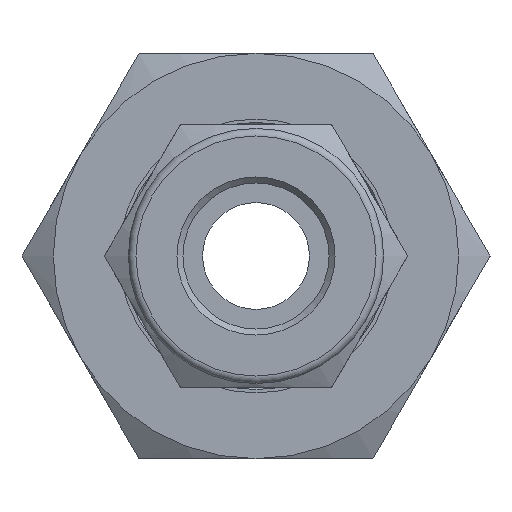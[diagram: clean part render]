
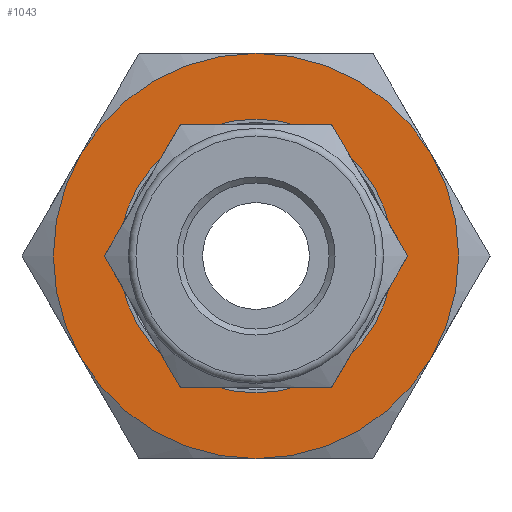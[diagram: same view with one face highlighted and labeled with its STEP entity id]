
A CAD part, left-side view. The second image highlights one B-rep face of the part: STEP entity #1043.
In plain terms, the highlighted planar face has unit normal (-1, 0, 0).
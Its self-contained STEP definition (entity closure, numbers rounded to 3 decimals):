
#69=FACE_BOUND('',#275,.T.);
#93=CIRCLE('',#1118,7.5);
#121=CIRCLE('',#1177,13.5);
#122=CIRCLE('',#1179,13.5);
#123=CIRCLE('',#1181,13.5);
#124=CIRCLE('',#1183,13.5);
#125=CIRCLE('',#1185,13.5);
#126=CIRCLE('',#1187,13.5);
#199=FACE_OUTER_BOUND('',#274,.T.);
#274=EDGE_LOOP('',(#897,#898,#899,#900,#901,#902));
#275=EDGE_LOOP('',(#903));
#450=VERTEX_POINT('',#1679);
#472=VERTEX_POINT('',#1757);
#476=VERTEX_POINT('',#1775);
#480=VERTEX_POINT('',#1793);
#487=VERTEX_POINT('',#1818);
#490=VERTEX_POINT('',#1835);
#492=VERTEX_POINT('',#1850);
#560=EDGE_CURVE('',#450,#450,#93,.T.);
#629=EDGE_CURVE('',#480,#492,#121,.T.);
#630=EDGE_CURVE('',#476,#480,#122,.T.);
#631=EDGE_CURVE('',#492,#487,#123,.T.);
#632=EDGE_CURVE('',#472,#476,#124,.T.);
#633=EDGE_CURVE('',#487,#490,#125,.T.);
#634=EDGE_CURVE('',#490,#472,#126,.T.);
#897=ORIENTED_EDGE('',*,*,#631,.F.);
#898=ORIENTED_EDGE('',*,*,#629,.F.);
#899=ORIENTED_EDGE('',*,*,#630,.F.);
#900=ORIENTED_EDGE('',*,*,#632,.F.);
#901=ORIENTED_EDGE('',*,*,#634,.F.);
#902=ORIENTED_EDGE('',*,*,#633,.F.);
#903=ORIENTED_EDGE('',*,*,#560,.T.);
#986=PLANE('',#1186);
#1043=ADVANCED_FACE('',(#199,#69),#986,.T.);
#1118=AXIS2_PLACEMENT_3D('',#1680,#1320,#1321);
#1177=AXIS2_PLACEMENT_3D('',#1870,#1455,#1456);
#1179=AXIS2_PLACEMENT_3D('',#1872,#1459,#1460);
#1181=AXIS2_PLACEMENT_3D('',#1874,#1463,#1464);
#1183=AXIS2_PLACEMENT_3D('',#1876,#1467,#1468);
#1185=AXIS2_PLACEMENT_3D('',#1878,#1471,#1472);
#1186=AXIS2_PLACEMENT_3D('',#1879,#1473,#1474);
#1187=AXIS2_PLACEMENT_3D('',#1880,#1475,#1476);
#1320=DIRECTION('center_axis',(1.,0.,0.));
#1321=DIRECTION('ref_axis',(0.,1.,0.));
#1455=DIRECTION('center_axis',(1.,0.,0.));
#1456=DIRECTION('ref_axis',(0.,0.,-1.));
#1459=DIRECTION('center_axis',(1.,0.,0.));
#1460=DIRECTION('ref_axis',(0.,0.,-1.));
#1463=DIRECTION('center_axis',(1.,0.,0.));
#1464=DIRECTION('ref_axis',(0.,0.,-1.));
#1467=DIRECTION('center_axis',(1.,0.,0.));
#1468=DIRECTION('ref_axis',(0.,0.,-1.));
#1471=DIRECTION('center_axis',(1.,0.,0.));
#1472=DIRECTION('ref_axis',(0.,0.,-1.));
#1473=DIRECTION('center_axis',(-1.,0.,0.));
#1474=DIRECTION('ref_axis',(0.,0.,1.));
#1475=DIRECTION('center_axis',(1.,0.,0.));
#1476=DIRECTION('ref_axis',(0.,0.,-1.));
#1679=CARTESIAN_POINT('',(19.415,-7.5,0.));
#1680=CARTESIAN_POINT('Origin',(19.415,0.,0.));
#1757=CARTESIAN_POINT('',(19.415,-11.691,6.75));
#1775=CARTESIAN_POINT('',(19.415,-11.691,-6.75));
#1793=CARTESIAN_POINT('',(19.415,0.,-13.5));
#1818=CARTESIAN_POINT('',(19.415,11.691,6.75));
#1835=CARTESIAN_POINT('',(19.415,0.,13.5));
#1850=CARTESIAN_POINT('',(19.415,11.691,-6.75));
#1870=CARTESIAN_POINT('Origin',(19.415,0.,0.));
#1872=CARTESIAN_POINT('Origin',(19.415,0.,0.));
#1874=CARTESIAN_POINT('Origin',(19.415,0.,0.));
#1876=CARTESIAN_POINT('Origin',(19.415,0.,0.));
#1878=CARTESIAN_POINT('Origin',(19.415,0.,0.));
#1879=CARTESIAN_POINT('Origin',(19.415,13.5,0.));
#1880=CARTESIAN_POINT('Origin',(19.415,0.,0.));
